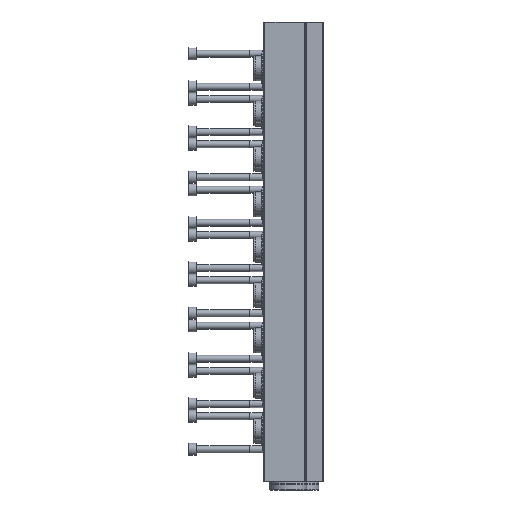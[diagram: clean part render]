
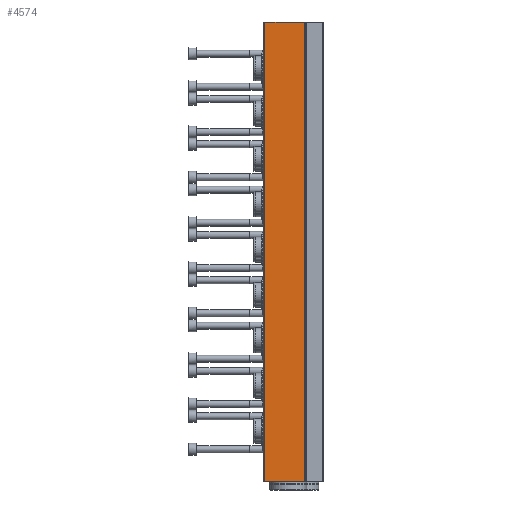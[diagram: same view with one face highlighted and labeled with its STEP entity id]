
A CAD part, left-side view. The second image highlights one B-rep face of the part: STEP entity #4574.
In plain terms, the highlighted planar face has unit normal (-1, 0, 0).
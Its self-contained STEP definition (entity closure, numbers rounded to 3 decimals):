
#237=PLANE('',#4928);
#348=LINE('',#7434,#622);
#349=LINE('',#7436,#623);
#350=LINE('',#7438,#624);
#351=LINE('',#7440,#625);
#622=VECTOR('',#5551,1000.);
#623=VECTOR('',#5554,1000.);
#624=VECTOR('',#5555,1000.);
#625=VECTOR('',#5556,1000.);
#1204=ORIENTED_EDGE('',*,*,#2378,.F.);
#1205=ORIENTED_EDGE('',*,*,#2377,.F.);
#1206=ORIENTED_EDGE('',*,*,#2379,.T.);
#1207=ORIENTED_EDGE('',*,*,#2380,.T.);
#2377=EDGE_CURVE('',#2964,#2962,#348,.T.);
#2378=EDGE_CURVE('',#2962,#2965,#349,.T.);
#2379=EDGE_CURVE('',#2964,#2966,#350,.T.);
#2380=EDGE_CURVE('',#2966,#2965,#351,.T.);
#2962=VERTEX_POINT('',#7429);
#2964=VERTEX_POINT('',#7433);
#2965=VERTEX_POINT('',#7437);
#2966=VERTEX_POINT('',#7439);
#3457=EDGE_LOOP('',(#1204,#1205,#1206,#1207));
#3957=FACE_BOUND('',#3457,.T.);
#4574=ADVANCED_FACE('',(#3957),#237,.T.);
#4928=AXIS2_PLACEMENT_3D('',#7435,#5552,#5553);
#5551=DIRECTION('',(0.,0.,1.));
#5552=DIRECTION('',(-1.,0.,0.));
#5553=DIRECTION('',(0.,0.,1.));
#5554=DIRECTION('',(0.,-1.,0.));
#5555=DIRECTION('',(0.,-1.,0.));
#5556=DIRECTION('',(0.,0.,1.));
#7429=CARTESIAN_POINT('',(-47.,41.5,0.));
#7433=CARTESIAN_POINT('',(-47.,41.5,-324.));
#7434=CARTESIAN_POINT('',(-47.,41.5,-324.));
#7435=CARTESIAN_POINT('',(-47.,41.5,-324.));
#7436=CARTESIAN_POINT('',(-47.,41.5,0.));
#7437=CARTESIAN_POINT('',(-47.,13.377,0.));
#7438=CARTESIAN_POINT('',(-47.,41.5,-324.));
#7439=CARTESIAN_POINT('',(-47.,13.377,-324.));
#7440=CARTESIAN_POINT('',(-47.,13.377,-324.));
